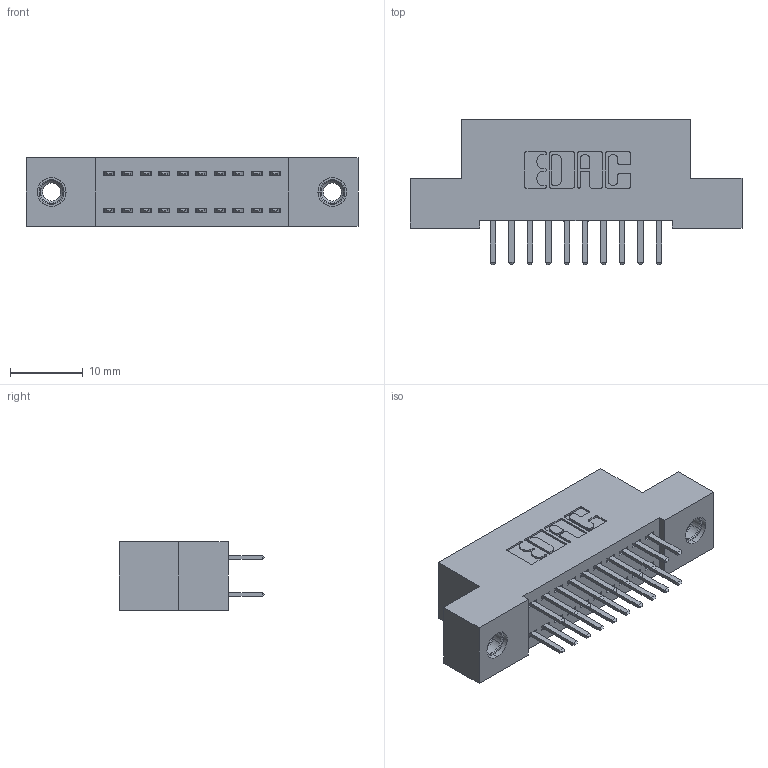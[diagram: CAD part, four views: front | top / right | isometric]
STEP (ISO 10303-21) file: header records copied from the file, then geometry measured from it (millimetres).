
FILE_DESCRIPTION (( 'STEP AP203' ), '1' );
FILE_NAME ('392-020-520-207.STEP', '2019-10-07T04:53:59', ( '' ), ( '' ), 'SwSTEP 2.0', 'SolidWorks 2016', '' );
FILE_SCHEMA (( 'CONFIG_CONTROL_DESIGN' ));
Length unit declared in the file: inch
Products named in the file (4): 342 Part_TI; 345-292-001_345-293-120; 345-250-001_345-250-005-103; 392-020-520-207
Assembly tree (23 placements, depth 2):
  392-020-520-207
    342 Part_TI
    345-292-001_345-293-120  x20
    345-250-001_345-250-005-103  x2
Bounding box: 45.72 x 20.02 x 9.4 mm (x, y, z)
Volume: 3935 mm3; surface area: 5621.7 mm2
Topology: 23 solids, 23 shells, 1290 faces, 3695 edges, 2402 vertices
Faces by surface type: plane 858, cylinder 416, cone 12, torus 4
Entity records: 11740 total; most frequent: CARTESIAN_POINT 1977, ORIENTED_EDGE 1894, DIRECTION 1765, EDGE_CURVE 947, VECTOR 795, LINE 795, VERTEX_POINT 624, AXIS2_PLACEMENT_3D 485
